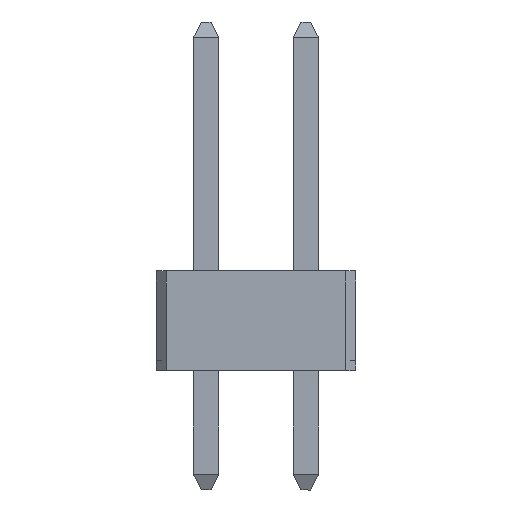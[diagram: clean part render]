
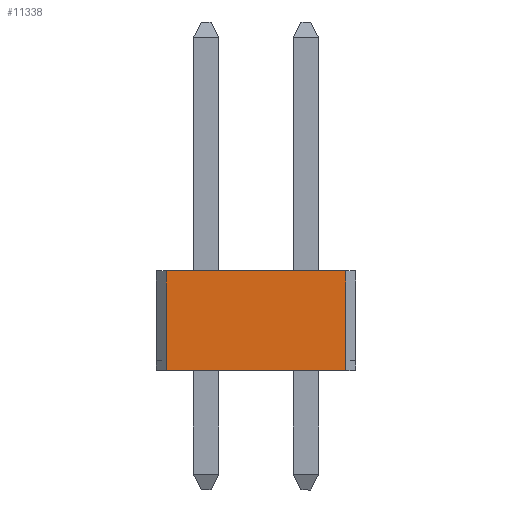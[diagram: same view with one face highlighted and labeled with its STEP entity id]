
A CAD part, left-side view. The second image highlights one B-rep face of the part: STEP entity #11338.
In plain terms, the highlighted planar face has unit normal (-1, 0, 0).
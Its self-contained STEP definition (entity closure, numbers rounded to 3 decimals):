
#97=FACE_OUTER_BOUND('',#791,.T.);
#791=EDGE_LOOP('',(#7383,#7384,#7385,#7386));
#1535=LINE('',#15737,#3131);
#1626=LINE('',#15932,#3222);
#1627=LINE('',#15935,#3223);
#1628=LINE('',#15936,#3224);
#3131=VECTOR('',#12742,4.572);
#3222=VECTOR('',#12865,2.54);
#3223=VECTOR('',#12868,4.572);
#3224=VECTOR('',#12869,2.54);
#4726=VERTEX_POINT('',#15734);
#4727=VERTEX_POINT('',#15736);
#4815=VERTEX_POINT('',#15930);
#4816=VERTEX_POINT('',#15934);
#5691=EDGE_CURVE('',#4727,#4726,#1535,.T.);
#5782=EDGE_CURVE('',#4726,#4815,#1626,.T.);
#5783=EDGE_CURVE('',#4816,#4815,#1627,.T.);
#5784=EDGE_CURVE('',#4727,#4816,#1628,.T.);
#7383=ORIENTED_EDGE('',*,*,#5691,.T.);
#7384=ORIENTED_EDGE('',*,*,#5782,.T.);
#7385=ORIENTED_EDGE('',*,*,#5783,.F.);
#7386=ORIENTED_EDGE('',*,*,#5784,.F.);
#10489=PLANE('',#12047);
#11338=ADVANCED_FACE('',(#97),#10489,.T.);
#12047=AXIS2_PLACEMENT_3D('',#15933,#12866,#12867);
#12742=DIRECTION('',(0.,0.,1.));
#12865=DIRECTION('',(0.,1.,0.));
#12866=DIRECTION('center_axis',(-1.,0.,0.));
#12867=DIRECTION('ref_axis',(0.,0.,1.));
#12868=DIRECTION('',(0.,0.,1.));
#12869=DIRECTION('',(0.,1.,0.));
#15734=CARTESIAN_POINT('',(-1.27,0.,2.286));
#15736=CARTESIAN_POINT('',(-1.27,0.,-2.286));
#15737=CARTESIAN_POINT('',(-1.27,0.,-2.286));
#15930=CARTESIAN_POINT('',(-1.27,2.54,2.286));
#15932=CARTESIAN_POINT('',(-1.27,0.,2.286));
#15933=CARTESIAN_POINT('Origin',(-1.27,0.,-2.286));
#15934=CARTESIAN_POINT('',(-1.27,2.54,-2.286));
#15935=CARTESIAN_POINT('',(-1.27,2.54,-2.286));
#15936=CARTESIAN_POINT('',(-1.27,0.,-2.286));
